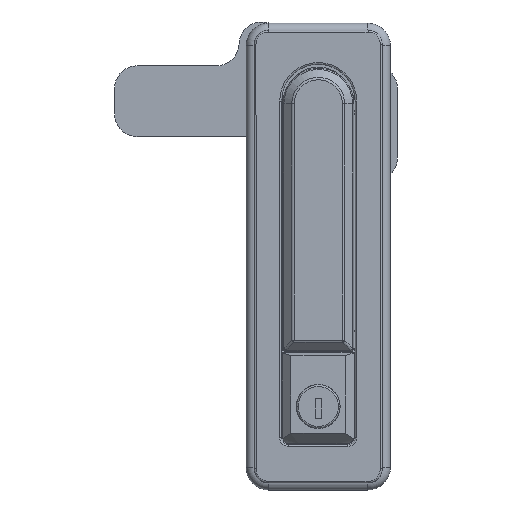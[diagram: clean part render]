
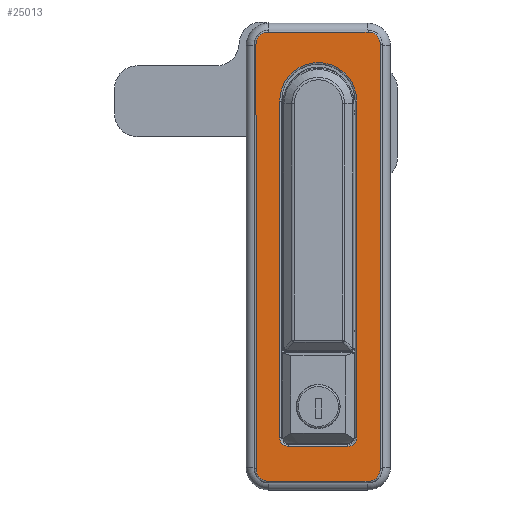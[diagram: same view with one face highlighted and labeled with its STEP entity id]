
A CAD part, top view. The second image highlights one B-rep face of the part: STEP entity #25013.
In plain terms, the highlighted planar face has unit normal (0, 0, 1).
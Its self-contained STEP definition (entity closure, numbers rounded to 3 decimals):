
#49 = VECTOR ( 'NONE', #5641, 1000. ) ;
#82 = VERTEX_POINT ( 'NONE', #21668 ) ;
#121 = ORIENTED_EDGE ( 'NONE', *, *, #3594, .T. ) ;
#201 = EDGE_CURVE ( 'NONE', #19082, #18255, #11442, .T. ) ;
#226 = EDGE_CURVE ( 'NONE', #3814, #25012, #24505, .T. ) ;
#523 = VECTOR ( 'NONE', #10770, 1000. ) ;
#762 = EDGE_CURVE ( 'NONE', #5206, #5973, #12618, .T. ) ;
#1118 = EDGE_CURVE ( 'NONE', #5799, #24888, #8789, .T. ) ;
#1307 = EDGE_CURVE ( 'NONE', #22682, #82, #14380, .T. ) ;
#1781 = CIRCLE ( 'NONE', #21231, 3.1 ) ;
#1796 = DIRECTION ( 'NONE',  ( 0., 0., 1. ) ) ;
#1860 = CARTESIAN_POINT ( 'NONE',  ( -10.5, -119., 0. ) ) ;
#1948 = CARTESIAN_POINT ( 'NONE',  ( -17.6, 20., 0. ) ) ;
#2352 = CARTESIAN_POINT ( 'NONE',  ( -17.6, 24.4, 0. ) ) ;
#2728 = ORIENTED_EDGE ( 'NONE', *, *, #1118, .T. ) ;
#3450 = DIRECTION ( 'NONE',  ( 0., -1., 0. ) ) ;
#3462 = CARTESIAN_POINT ( 'NONE',  ( 22., -130., 0. ) ) ;
#3493 = CARTESIAN_POINT ( 'NONE',  ( -13.6, -119., 0. ) ) ;
#3594 = EDGE_CURVE ( 'NONE', #24888, #22682, #25844, .T. ) ;
#3814 = VERTEX_POINT ( 'NONE', #25478 ) ;
#3878 = EDGE_CURVE ( 'NONE', #18255, #9214, #10953, .T. ) ;
#3989 = VECTOR ( 'NONE', #11683, 1000. ) ;
#5005 = PLANE ( 'NONE',  #21239 ) ;
#5206 = VERTEX_POINT ( 'NONE', #3462 ) ;
#5382 = CIRCLE ( 'NONE', #8703, 4.4 ) ;
#5486 = EDGE_LOOP ( 'NONE', ( #20104, #14014, #6073, #24869, #7260, #17255 ) ) ;
#5495 = CARTESIAN_POINT ( 'NONE',  ( -22., -130., 0. ) ) ;
#5507 = AXIS2_PLACEMENT_3D ( 'NONE', #14741, #12110, #9456 ) ;
#5563 = EDGE_LOOP ( 'NONE', ( #2728, #121, #8474, #10949, #9788, #14581, #16842, #14511 ) ) ;
#5641 = DIRECTION ( 'NONE',  ( 0., 1., 0. ) ) ;
#5799 = VERTEX_POINT ( 'NONE', #21676 ) ;
#5973 = VERTEX_POINT ( 'NONE', #14662 ) ;
#6073 = ORIENTED_EDGE ( 'NONE', *, *, #3878, .T. ) ;
#6128 = CARTESIAN_POINT ( 'NONE',  ( -22., 0., 0. ) ) ;
#6139 = CARTESIAN_POINT ( 'NONE',  ( -17.6, -134.4, 0. ) ) ;
#6194 = AXIS2_PLACEMENT_3D ( 'NONE', #1948, #25207, #22540 ) ;
#6399 = VERTEX_POINT ( 'NONE', #15272 ) ;
#6618 = DIRECTION ( 'NONE',  ( 1., 0., 0. ) ) ;
#7260 = ORIENTED_EDGE ( 'NONE', *, *, #13526, .T. ) ;
#7311 = DIRECTION ( 'NONE',  ( 0., 1., 0. ) ) ;
#8322 = CARTESIAN_POINT ( 'NONE',  ( -13.6, 0., 0. ) ) ;
#8474 = ORIENTED_EDGE ( 'NONE', *, *, #1307, .T. ) ;
#8703 = AXIS2_PLACEMENT_3D ( 'NONE', #12431, #1796, #25055 ) ;
#8788 = DIRECTION ( 'NONE',  ( 1., 0., 0. ) ) ;
#8789 = LINE ( 'NONE', #6128, #24351 ) ;
#8809 = EDGE_CURVE ( 'NONE', #82, #5206, #5382, .T. ) ;
#8982 = EDGE_CURVE ( 'NONE', #5973, #3814, #21384, .T. ) ;
#9088 = DIRECTION ( 'NONE',  ( 1., 0., 0. ) ) ;
#9214 = VERTEX_POINT ( 'NONE', #16466 ) ;
#9260 = CARTESIAN_POINT ( 'NONE',  ( -10.5, -122.1, 0. ) ) ;
#9275 = DIRECTION ( 'NONE',  ( 0., 0., -1. ) ) ;
#9456 = DIRECTION ( 'NONE',  ( 1., 0., 0. ) ) ;
#9788 = ORIENTED_EDGE ( 'NONE', *, *, #762, .T. ) ;
#9982 = CARTESIAN_POINT ( 'NONE',  ( 22., 0., 0. ) ) ;
#10367 = EDGE_CURVE ( 'NONE', #18753, #21260, #1781, .T. ) ;
#10770 = DIRECTION ( 'NONE',  ( 0., -1., 0. ) ) ;
#10949 = ORIENTED_EDGE ( 'NONE', *, *, #8809, .T. ) ;
#10953 = LINE ( 'NONE', #8322, #49 ) ;
#11350 = EDGE_CURVE ( 'NONE', #21260, #19082, #16980, .T. ) ;
#11431 = DIRECTION ( 'NONE',  ( 0., 0., -1. ) ) ;
#11442 = CIRCLE ( 'NONE', #11976, 3.1 ) ;
#11638 = CIRCLE ( 'NONE', #13886, 13.6 ) ;
#11683 = DIRECTION ( 'NONE',  ( -1., 0., 0. ) ) ;
#11734 = CARTESIAN_POINT ( 'NONE',  ( 0., -134.4, 0. ) ) ;
#11919 = DIRECTION ( 'NONE',  ( 1., 0., 0. ) ) ;
#11976 = AXIS2_PLACEMENT_3D ( 'NONE', #1860, #25124, #22464 ) ;
#12110 = DIRECTION ( 'NONE',  ( 0., 0., 1. ) ) ;
#12431 = CARTESIAN_POINT ( 'NONE',  ( 17.6, -130., 0. ) ) ;
#12618 = LINE ( 'NONE', #9982, #17299 ) ;
#13412 = CARTESIAN_POINT ( 'NONE',  ( 13.6, -119., 0. ) ) ;
#13526 = EDGE_CURVE ( 'NONE', #6399, #18753, #16092, .T. ) ;
#13886 = AXIS2_PLACEMENT_3D ( 'NONE', #19875, #9275, #6618 ) ;
#14014 = ORIENTED_EDGE ( 'NONE', *, *, #201, .T. ) ;
#14332 = CARTESIAN_POINT ( 'NONE',  ( -10.5, -122.1, 0. ) ) ;
#14380 = LINE ( 'NONE', #11734, #25187 ) ;
#14511 = ORIENTED_EDGE ( 'NONE', *, *, #22062, .T. ) ;
#14559 = DIRECTION ( 'NONE',  ( 0., 0., 1. ) ) ;
#14581 = ORIENTED_EDGE ( 'NONE', *, *, #8982, .T. ) ;
#14662 = CARTESIAN_POINT ( 'NONE',  ( 22., 20., 0. ) ) ;
#14718 = CARTESIAN_POINT ( 'NONE',  ( 10.5, -122.1, 0. ) ) ;
#14741 = CARTESIAN_POINT ( 'NONE',  ( 17.6, 20., 0. ) ) ;
#15272 = CARTESIAN_POINT ( 'NONE',  ( 13.6, 0., 0. ) ) ;
#15777 = AXIS2_PLACEMENT_3D ( 'NONE', #17201, #14559, #11919 ) ;
#16092 = LINE ( 'NONE', #13412, #523 ) ;
#16466 = CARTESIAN_POINT ( 'NONE',  ( -13.6, 0., 0. ) ) ;
#16602 = FACE_BOUND ( 'NONE', #5486, .T. ) ;
#16738 = CARTESIAN_POINT ( 'NONE',  ( 10.5, -119., 0. ) ) ;
#16842 = ORIENTED_EDGE ( 'NONE', *, *, #226, .T. ) ;
#16980 = LINE ( 'NONE', #14332, #3989 ) ;
#17201 = CARTESIAN_POINT ( 'NONE',  ( -17.6, -130., 0. ) ) ;
#17255 = ORIENTED_EDGE ( 'NONE', *, *, #10367, .T. ) ;
#17294 = VECTOR ( 'NONE', #19181, 1000. ) ;
#17299 = VECTOR ( 'NONE', #7311, 1000. ) ;
#18255 = VERTEX_POINT ( 'NONE', #3493 ) ;
#18753 = VERTEX_POINT ( 'NONE', #21254 ) ;
#19082 = VERTEX_POINT ( 'NONE', #9260 ) ;
#19181 = DIRECTION ( 'NONE',  ( -1., 0., 0. ) ) ;
#19875 = CARTESIAN_POINT ( 'NONE',  ( 0., 0., 0. ) ) ;
#19933 = FACE_OUTER_BOUND ( 'NONE', #5563, .T. ) ;
#20104 = ORIENTED_EDGE ( 'NONE', *, *, #11350, .T. ) ;
#20320 = DIRECTION ( 'NONE',  ( 1., 0., 0. ) ) ;
#21231 = AXIS2_PLACEMENT_3D ( 'NONE', #16738, #11431, #8788 ) ;
#21239 = AXIS2_PLACEMENT_3D ( 'NONE', #25639, #22949, #20320 ) ;
#21254 = CARTESIAN_POINT ( 'NONE',  ( 13.6, -119., 0. ) ) ;
#21260 = VERTEX_POINT ( 'NONE', #14718 ) ;
#21384 = CIRCLE ( 'NONE', #5507, 4.4 ) ;
#21479 = CIRCLE ( 'NONE', #6194, 4.4 ) ;
#21668 = CARTESIAN_POINT ( 'NONE',  ( 17.6, -134.4, 0. ) ) ;
#21676 = CARTESIAN_POINT ( 'NONE',  ( -22., 20., 0. ) ) ;
#21830 = CARTESIAN_POINT ( 'NONE',  ( 0., 24.4, 0. ) ) ;
#22062 = EDGE_CURVE ( 'NONE', #25012, #5799, #21479, .T. ) ;
#22464 = DIRECTION ( 'NONE',  ( 1., 0., 0. ) ) ;
#22527 = EDGE_CURVE ( 'NONE', #9214, #6399, #11638, .T. ) ;
#22540 = DIRECTION ( 'NONE',  ( 1., 0., 0. ) ) ;
#22682 = VERTEX_POINT ( 'NONE', #6139 ) ;
#22949 = DIRECTION ( 'NONE',  ( 0., 0., 1. ) ) ;
#24351 = VECTOR ( 'NONE', #3450, 1000. ) ;
#24505 = LINE ( 'NONE', #21830, #17294 ) ;
#24869 = ORIENTED_EDGE ( 'NONE', *, *, #22527, .T. ) ;
#24888 = VERTEX_POINT ( 'NONE', #5495 ) ;
#25012 = VERTEX_POINT ( 'NONE', #2352 ) ;
#25013 = ADVANCED_FACE ( 'NONE', ( #16602, #19933 ), #5005, .T. ) ;
#25055 = DIRECTION ( 'NONE',  ( 1., 0., 0. ) ) ;
#25124 = DIRECTION ( 'NONE',  ( 0., 0., -1. ) ) ;
#25187 = VECTOR ( 'NONE', #9088, 1000. ) ;
#25207 = DIRECTION ( 'NONE',  ( 0., 0., 1. ) ) ;
#25478 = CARTESIAN_POINT ( 'NONE',  ( 17.6, 24.4, 0. ) ) ;
#25639 = CARTESIAN_POINT ( 'NONE',  ( 0., 0., 0. ) ) ;
#25844 = CIRCLE ( 'NONE', #15777, 4.4 ) ;
